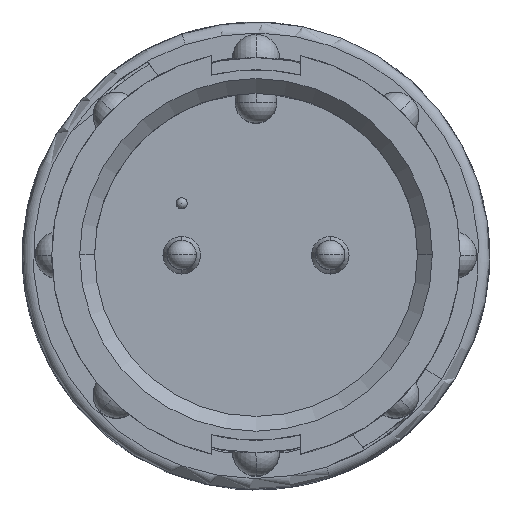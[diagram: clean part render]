
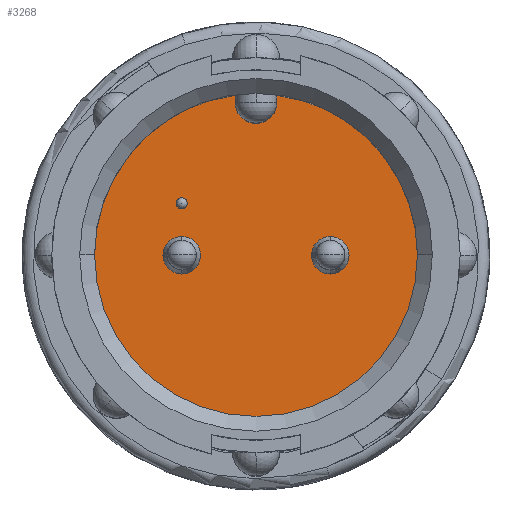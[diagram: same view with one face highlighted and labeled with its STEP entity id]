
A CAD part, top view. The second image highlights one B-rep face of the part: STEP entity #3268.
In plain terms, the highlighted planar face has unit normal (0, 0, 1).
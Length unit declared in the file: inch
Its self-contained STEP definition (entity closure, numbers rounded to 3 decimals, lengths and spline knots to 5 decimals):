
#16 = ORIENTED_EDGE ( 'NONE', *, *, #3915, .T. ) ;
#166 = EDGE_CURVE ( 'NONE', #16720, #8451, #6692, .T. ) ;
#223 = DIRECTION ( 'NONE',  ( 0., 0., 1. ) ) ;
#234 = CARTESIAN_POINT ( 'NONE',  ( -0.1075, 0.07, -0.33 ) ) ;
#322 = DIRECTION ( 'NONE',  ( 1., 0., 0. ) ) ;
#415 = CARTESIAN_POINT ( 'NONE',  ( 0.028, 0.21569, -0.33 ) ) ;
#490 = AXIS2_PLACEMENT_3D ( 'NONE', #13548, #9422, #322 ) ;
#600 = CIRCLE ( 'NONE', #6175, 0.0075 ) ;
#621 = CARTESIAN_POINT ( 'NONE',  ( -0.1, 0.07, -0.33 ) ) ;
#865 = CARTESIAN_POINT ( 'NONE',  ( -0.0925, 0.07, -0.33 ) ) ;
#1049 = FACE_OUTER_BOUND ( 'NONE', #16366, .T. ) ;
#1212 = DIRECTION ( 'NONE',  ( 0., 0., 1. ) ) ;
#1366 = AXIS2_PLACEMENT_3D ( 'NONE', #16547, #9787, #9294 ) ;
#1412 = AXIS2_PLACEMENT_3D ( 'NONE', #1899, #14068, #5922 ) ;
#1445 = DIRECTION ( 'NONE',  ( 1., 0., 0. ) ) ;
#1718 = AXIS2_PLACEMENT_3D ( 'NONE', #12699, #16732, #10489 ) ;
#1835 = LINE ( 'NONE', #5936, #13091 ) ;
#1899 = CARTESIAN_POINT ( 'NONE',  ( 0., 0.2055, -0.33 ) ) ;
#1925 = EDGE_LOOP ( 'NONE', ( #13161, #16083 ) ) ;
#2019 = FACE_BOUND ( 'NONE', #12465, .T. ) ;
#2155 = CARTESIAN_POINT ( 'NONE',  ( 0., 0., -0.33 ) ) ;
#2321 = AXIS2_PLACEMENT_3D ( 'NONE', #13370, #1212, #17244 ) ;
#2907 = EDGE_CURVE ( 'NONE', #16188, #7478, #600, .T. ) ;
#2935 = DIRECTION ( 'NONE',  ( 1., 0., 0. ) ) ;
#3268 = ADVANCED_FACE ( 'NONE', ( #1049, #11291, #14014, #2019 ), #7351, .F. ) ;
#3364 = VERTEX_POINT ( 'NONE', #6375 ) ;
#3387 = DIRECTION ( 'NONE',  ( 0., 0., 1. ) ) ;
#3767 = DIRECTION ( 'NONE',  ( 1., 0., 0. ) ) ;
#3915 = EDGE_CURVE ( 'NONE', #15783, #9995, #4134, .T. ) ;
#4060 = VERTEX_POINT ( 'NONE', #12655 ) ;
#4134 = CIRCLE ( 'NONE', #490, 0.2175 ) ;
#4252 = CARTESIAN_POINT ( 'NONE',  ( -0.1, 0.0001, -0.33 ) ) ;
#4364 = EDGE_CURVE ( 'NONE', #8283, #11551, #9734, .T. ) ;
#4572 = DIRECTION ( 'NONE',  ( 0., 0., 1. ) ) ;
#4705 = EDGE_CURVE ( 'NONE', #8451, #16720, #8889, .T. ) ;
#4781 = EDGE_CURVE ( 'NONE', #4060, #16917, #1835, .T. ) ;
#4935 = ORIENTED_EDGE ( 'NONE', *, *, #4781, .F. ) ;
#5874 = AXIS2_PLACEMENT_3D ( 'NONE', #2155, #3387, #12568 ) ;
#5922 = DIRECTION ( 'NONE',  ( 1., 0., 0. ) ) ;
#5936 = CARTESIAN_POINT ( 'NONE',  ( -0.028, 0.2055, -0.33 ) ) ;
#6175 = AXIS2_PLACEMENT_3D ( 'NONE', #621, #4572, #9895 ) ;
#6375 = CARTESIAN_POINT ( 'NONE',  ( 0.028, 0.2055, -0.33 ) ) ;
#6627 = CARTESIAN_POINT ( 'NONE',  ( -0.028, 0.2055, -0.33 ) ) ;
#6692 = CIRCLE ( 'NONE', #16489, 0.0253 ) ;
#7268 = LINE ( 'NONE', #16999, #8968 ) ;
#7351 = PLANE ( 'NONE',  #1718 ) ;
#7478 = VERTEX_POINT ( 'NONE', #865 ) ;
#7745 = CARTESIAN_POINT ( 'NONE',  ( -0.1, 0.0254, -0.33 ) ) ;
#8238 = EDGE_CURVE ( 'NONE', #4060, #14896, #13706, .T. ) ;
#8257 = EDGE_CURVE ( 'NONE', #16917, #3364, #10622, .T. ) ;
#8283 = VERTEX_POINT ( 'NONE', #7745 ) ;
#8451 = VERTEX_POINT ( 'NONE', #15641 ) ;
#8772 = ORIENTED_EDGE ( 'NONE', *, *, #16933, .F. ) ;
#8832 = ORIENTED_EDGE ( 'NONE', *, *, #11424, .T. ) ;
#8889 = CIRCLE ( 'NONE', #1366, 0.0253 ) ;
#8968 = VECTOR ( 'NONE', #15336, 39.37008 ) ;
#9091 = EDGE_CURVE ( 'NONE', #11551, #8283, #13714, .T. ) ;
#9294 = DIRECTION ( 'NONE',  ( 1., 0., 0. ) ) ;
#9422 = DIRECTION ( 'NONE',  ( 0., 0., 1. ) ) ;
#9522 = CARTESIAN_POINT ( 'NONE',  ( 0.2175, 0., -0.33 ) ) ;
#9734 = CIRCLE ( 'NONE', #12534, 0.0253 ) ;
#9787 = DIRECTION ( 'NONE',  ( 0., 0., 1. ) ) ;
#9895 = DIRECTION ( 'NONE',  ( -1., 0., 0. ) ) ;
#9995 = VERTEX_POINT ( 'NONE', #415 ) ;
#10356 = CARTESIAN_POINT ( 'NONE',  ( 0.1, -0.0253, -0.33 ) ) ;
#10489 = DIRECTION ( 'NONE',  ( -1., 0., 0. ) ) ;
#10516 = EDGE_CURVE ( 'NONE', #3364, #9995, #7268, .T. ) ;
#10622 = CIRCLE ( 'NONE', #1412, 0.028 ) ;
#10786 = DIRECTION ( 'NONE',  ( 1., 0., 0. ) ) ;
#10849 = EDGE_LOOP ( 'NONE', ( #11818, #8772 ) ) ;
#10928 = AXIS2_PLACEMENT_3D ( 'NONE', #16064, #10960, #10786 ) ;
#10960 = DIRECTION ( 'NONE',  ( 0., 0., 1. ) ) ;
#10970 = CIRCLE ( 'NONE', #2321, 0.0075 ) ;
#11068 = CARTESIAN_POINT ( 'NONE',  ( -0.2175, 0., -0.33 ) ) ;
#11291 = FACE_BOUND ( 'NONE', #10849, .T. ) ;
#11424 = EDGE_CURVE ( 'NONE', #14896, #15783, #13744, .T. ) ;
#11551 = VERTEX_POINT ( 'NONE', #14783 ) ;
#11670 = ORIENTED_EDGE ( 'NONE', *, *, #8238, .T. ) ;
#11791 = CARTESIAN_POINT ( 'NONE',  ( 0., 0., -0.33 ) ) ;
#11818 = ORIENTED_EDGE ( 'NONE', *, *, #2907, .F. ) ;
#11940 = ORIENTED_EDGE ( 'NONE', *, *, #9091, .F. ) ;
#12465 = EDGE_LOOP ( 'NONE', ( #11940, #13317 ) ) ;
#12534 = AXIS2_PLACEMENT_3D ( 'NONE', #4252, #13434, #1445 ) ;
#12568 = DIRECTION ( 'NONE',  ( 1., 0., 0. ) ) ;
#12655 = CARTESIAN_POINT ( 'NONE',  ( -0.028, 0.21569, -0.33 ) ) ;
#12690 = ORIENTED_EDGE ( 'NONE', *, *, #8257, .F. ) ;
#12699 = CARTESIAN_POINT ( 'NONE',  ( 0., 0., -0.33 ) ) ;
#13091 = VECTOR ( 'NONE', #14648, 39.37008 ) ;
#13161 = ORIENTED_EDGE ( 'NONE', *, *, #166, .F. ) ;
#13317 = ORIENTED_EDGE ( 'NONE', *, *, #4364, .F. ) ;
#13370 = CARTESIAN_POINT ( 'NONE',  ( -0.1, 0.07, -0.33 ) ) ;
#13434 = DIRECTION ( 'NONE',  ( 0., 0., 1. ) ) ;
#13473 = AXIS2_PLACEMENT_3D ( 'NONE', #11791, #15766, #3767 ) ;
#13548 = CARTESIAN_POINT ( 'NONE',  ( 0., 0., -0.33 ) ) ;
#13553 = ORIENTED_EDGE ( 'NONE', *, *, #10516, .F. ) ;
#13706 = CIRCLE ( 'NONE', #5874, 0.2175 ) ;
#13714 = CIRCLE ( 'NONE', #10928, 0.0253 ) ;
#13744 = CIRCLE ( 'NONE', #13473, 0.2175 ) ;
#14014 = FACE_BOUND ( 'NONE', #1925, .T. ) ;
#14068 = DIRECTION ( 'NONE',  ( 0., 0., 1. ) ) ;
#14648 = DIRECTION ( 'NONE',  ( 0., -1., 0. ) ) ;
#14783 = CARTESIAN_POINT ( 'NONE',  ( -0.1, -0.0252, -0.33 ) ) ;
#14896 = VERTEX_POINT ( 'NONE', #11068 ) ;
#15020 = CARTESIAN_POINT ( 'NONE',  ( 0.1, 0., -0.33 ) ) ;
#15336 = DIRECTION ( 'NONE',  ( 0., 1., 0. ) ) ;
#15641 = CARTESIAN_POINT ( 'NONE',  ( 0.1, 0.0253, -0.33 ) ) ;
#15766 = DIRECTION ( 'NONE',  ( 0., 0., 1. ) ) ;
#15783 = VERTEX_POINT ( 'NONE', #9522 ) ;
#16064 = CARTESIAN_POINT ( 'NONE',  ( -0.1, 0.0001, -0.33 ) ) ;
#16083 = ORIENTED_EDGE ( 'NONE', *, *, #4705, .F. ) ;
#16188 = VERTEX_POINT ( 'NONE', #234 ) ;
#16366 = EDGE_LOOP ( 'NONE', ( #4935, #11670, #8832, #16, #13553, #12690 ) ) ;
#16489 = AXIS2_PLACEMENT_3D ( 'NONE', #15020, #223, #2935 ) ;
#16547 = CARTESIAN_POINT ( 'NONE',  ( 0.1, 0., -0.33 ) ) ;
#16720 = VERTEX_POINT ( 'NONE', #10356 ) ;
#16732 = DIRECTION ( 'NONE',  ( 0., 0., -1. ) ) ;
#16917 = VERTEX_POINT ( 'NONE', #6627 ) ;
#16933 = EDGE_CURVE ( 'NONE', #7478, #16188, #10970, .T. ) ;
#16999 = CARTESIAN_POINT ( 'NONE',  ( 0.028, 0.2055, -0.33 ) ) ;
#17244 = DIRECTION ( 'NONE',  ( -1., 0., 0. ) ) ;
